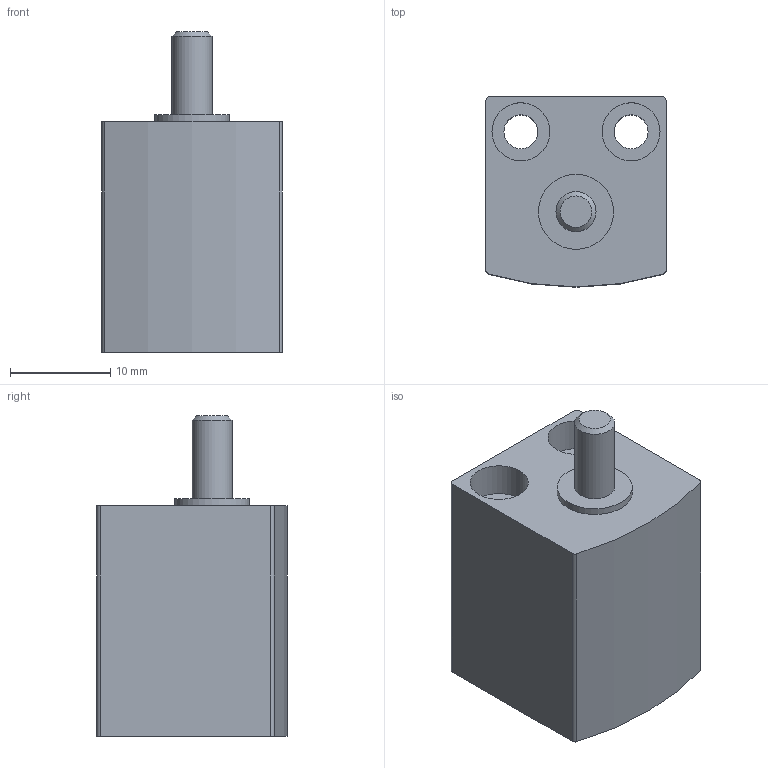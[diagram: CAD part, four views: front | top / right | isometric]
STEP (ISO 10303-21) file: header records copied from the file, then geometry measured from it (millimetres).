
FILE_DESCRIPTION(/* description */ ('STEP AP214'),/* implementation_level */ '2;1');
FILE_NAME(/* name */ '188075_AEVC-10-10-A-P',/* time_stamp */ '2024-08-02T18:32:29+02:00',/* author */ ('License CC BY-ND 4.0'),/* organization */ ('CADENAS'),/* preprocessor_version */ 'ST-DEVELOPER v19.3',/* originating_system */ 'PARTsolutions',/* authorisation */ ' ');
FILE_SCHEMA (('AUTOMOTIVE_DESIGN {1 0 10303 214 3 1 1}'));
Length unit declared in the file: millimetre
Products named in the file (3): 188075 AEVC-10-10-A-P---(asm_0); 188075 AEVC-10-10-A-P---(ZR); 188075 AEVC-10-10-A-P---(KS)
Assembly tree (2 placements, depth 2):
  188075 AEVC-10-10-A-P---(asm_0)
    188075 AEVC-10-10-A-P---(ZR)
    188075 AEVC-10-10-A-P---(KS)
Bounding box: 18 x 19 x 32 mm (x, y, z)
Volume: 6536.2 mm3; surface area: 3982.3 mm2
Topology: 2 solids, 2 shells, 33 faces, 62 edges, 41 vertices
Faces by surface type: cylinder 16, plane 15, cone 2
Full cylindrical faces by diameter (mm): 0.85 x1, 3.4 x2, 4 x2, 4.134 x1, 5.8 x2, 7.5 x1, 10 x2
Entity records: 851 total; most frequent: DIRECTION 154, CARTESIAN_POINT 124, ORIENTED_EDGE 96, AXIS2_PLACEMENT_3D 70, EDGE_LOOP 58, FACE_BOUND 58, EDGE_CURVE 48, VERTEX_POINT 40
